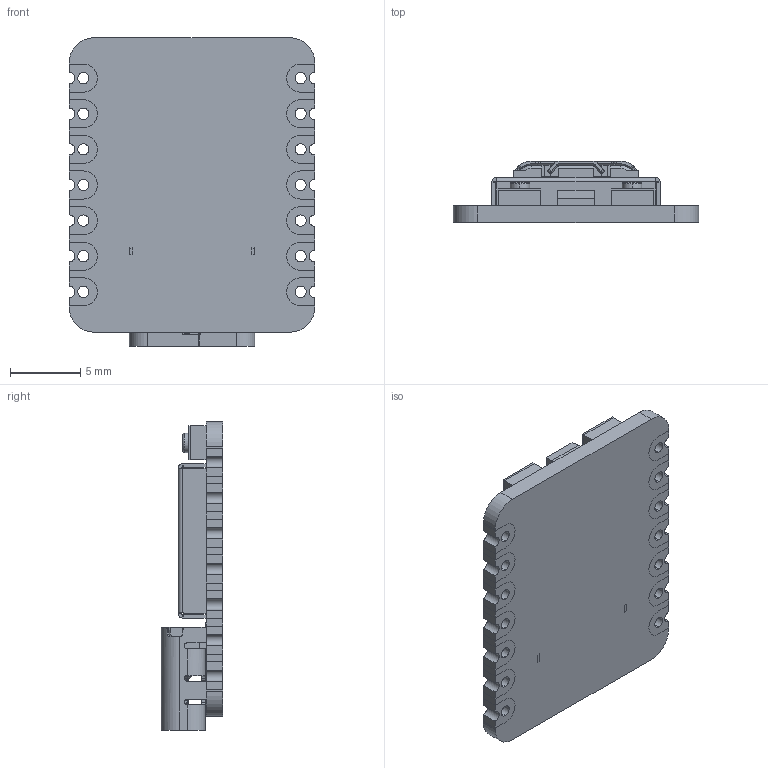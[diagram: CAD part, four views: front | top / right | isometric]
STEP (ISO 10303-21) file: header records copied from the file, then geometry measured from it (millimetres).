
FILE_DESCRIPTION (( 'STEP AP214' ), '1' );
FILE_NAME ('102010428.STEP', '2024-07-05T19:39:23', ( '' ), ( '' ), 'SwSTEP 2.0', 'SolidWorks 2021', '' );
FILE_SCHEMA (( 'AUTOMOTIVE_DESIGN' ));
Length unit declared in the file: millimetre
Products named in the file (1): 102010428
Bounding box: 17.5 x 4.41 x 22 mm (x, y, z)
Volume: 658.6 mm3; surface area: 2198 mm2
Topology: 68 solids, 68 shells, 1217 faces, 3089 edges, 1998 vertices
Faces by surface type: plane 879, cylinder 267, cone 61, bspline 6, torus 4
Entity records: 37634 total; most frequent: CARTESIAN_POINT 7065, ORIENTED_EDGE 6178, DIRECTION 6091, EDGE_CURVE 3089, VECTOR 2455, LINE 2455, VERTEX_POINT 1998, AXIS2_PLACEMENT_3D 1818
